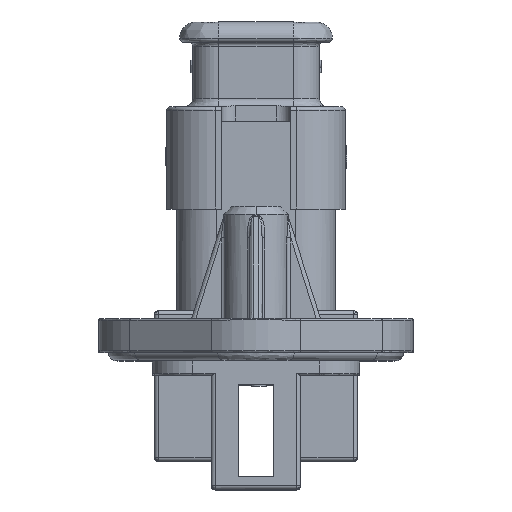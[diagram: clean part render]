
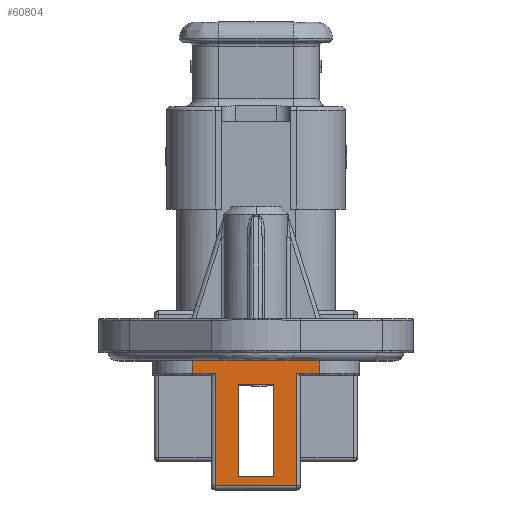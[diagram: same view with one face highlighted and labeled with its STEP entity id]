
A CAD part, top view. The second image highlights one B-rep face of the part: STEP entity #60804.
In plain terms, the highlighted planar face has unit normal (0, 0, 1).
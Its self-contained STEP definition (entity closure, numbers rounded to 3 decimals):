
#55 = FACE_OUTER_BOUND ( 'NONE', #63714, .T. ) ;
#526 = VECTOR ( 'NONE', #13359, 1000. ) ;
#1910 = DIRECTION ( 'NONE',  ( -1., 0., 0. ) ) ;
#2082 = DIRECTION ( 'NONE',  ( 0., -1., 0. ) ) ;
#2569 = ORIENTED_EDGE ( 'NONE', *, *, #43552, .F. ) ;
#3051 = VECTOR ( 'NONE', #18253, 1000. ) ;
#4366 = VERTEX_POINT ( 'NONE', #37007 ) ;
#4753 = CARTESIAN_POINT ( 'NONE',  ( -7.85, -3.5, 17. ) ) ;
#4756 = ORIENTED_EDGE ( 'NONE', *, *, #79727, .F. ) ;
#5361 = CARTESIAN_POINT ( 'NONE',  ( -5.05, -3., 17. ) ) ;
#5938 = DIRECTION ( 'NONE',  ( -1., 0., 0. ) ) ;
#6098 = CARTESIAN_POINT ( 'NONE',  ( -17.511, 9.5, 17. ) ) ;
#6319 = CARTESIAN_POINT ( 'NONE',  ( 2.2, -3.5, 17. ) ) ;
#6860 = CARTESIAN_POINT ( 'NONE',  ( 5.05, -3., 17. ) ) ;
#7375 = EDGE_CURVE ( 'NONE', #62556, #41263, #41278, .T. ) ;
#9268 = VERTEX_POINT ( 'NONE', #19225 ) ;
#10532 = VERTEX_POINT ( 'NONE', #39633 ) ;
#11121 = LINE ( 'NONE', #77805, #77816 ) ;
#12845 = EDGE_CURVE ( 'NONE', #32355, #9268, #76801, .T. ) ;
#12848 = DIRECTION ( 'NONE',  ( -1., 0., 0. ) ) ;
#13145 = DIRECTION ( 'NONE',  ( -1., 0., 0. ) ) ;
#13359 = DIRECTION ( 'NONE',  ( -1., 0., 0. ) ) ;
#14585 = LINE ( 'NONE', #35484, #526 ) ;
#14742 = VECTOR ( 'NONE', #43493, 1000. ) ;
#16261 = VECTOR ( 'NONE', #2082, 1000. ) ;
#16407 = LINE ( 'NONE', #6098, #53803 ) ;
#16658 = ORIENTED_EDGE ( 'NONE', *, *, #12845, .F. ) ;
#17217 = EDGE_CURVE ( 'NONE', #37557, #50651, #37066, .T. ) ;
#18029 = CARTESIAN_POINT ( 'NONE',  ( -17.511, -3.5, 17. ) ) ;
#18253 = DIRECTION ( 'NONE',  ( 0., 1., 0. ) ) ;
#19225 = CARTESIAN_POINT ( 'NONE',  ( -7.85, 10.9, 17. ) ) ;
#19683 = EDGE_CURVE ( 'NONE', #29959, #37557, #76406, .T. ) ;
#21871 = CARTESIAN_POINT ( 'NONE',  ( -17.511, 10.9, 17. ) ) ;
#22063 = ORIENTED_EDGE ( 'NONE', *, *, #64362, .F. ) ;
#23230 = CARTESIAN_POINT ( 'NONE',  ( -17.511, -1.9, 17. ) ) ;
#24722 = CARTESIAN_POINT ( 'NONE',  ( -2.2, 9.5, 17. ) ) ;
#25065 = PLANE ( 'NONE',  #51170 ) ;
#28888 = DIRECTION ( 'NONE',  ( 1., 0., 0. ) ) ;
#29237 = FACE_BOUND ( 'NONE', #68333, .T. ) ;
#29959 = VERTEX_POINT ( 'NONE', #24722 ) ;
#30115 = VERTEX_POINT ( 'NONE', #45353 ) ;
#32355 = VERTEX_POINT ( 'NONE', #53350 ) ;
#32562 = DIRECTION ( 'NONE',  ( 0., -1., 0. ) ) ;
#35066 = EDGE_CURVE ( 'NONE', #62590, #10532, #46593, .T. ) ;
#35413 = CARTESIAN_POINT ( 'NONE',  ( 7.85, 13.5, 17. ) ) ;
#35484 = CARTESIAN_POINT ( 'NONE',  ( -17.511, 10.9, 17. ) ) ;
#37007 = CARTESIAN_POINT ( 'NONE',  ( 2.2, 9.5, 17. ) ) ;
#37066 = LINE ( 'NONE', #23230, #69424 ) ;
#37557 = VERTEX_POINT ( 'NONE', #40262 ) ;
#38063 = ORIENTED_EDGE ( 'NONE', *, *, #72011, .F. ) ;
#39062 = ORIENTED_EDGE ( 'NONE', *, *, #47190, .F. ) ;
#39633 = CARTESIAN_POINT ( 'NONE',  ( 7.85, 10.9, 17. ) ) ;
#40262 = CARTESIAN_POINT ( 'NONE',  ( -2.2, -1.9, 17. ) ) ;
#41263 = VERTEX_POINT ( 'NONE', #6860 ) ;
#41278 = LINE ( 'NONE', #45838, #59469 ) ;
#43061 = EDGE_CURVE ( 'NONE', #62590, #30115, #11121, .T. ) ;
#43390 = CARTESIAN_POINT ( 'NONE',  ( -5.05, -3.5, 17. ) ) ;
#43462 = VECTOR ( 'NONE', #1910, 1000. ) ;
#43493 = DIRECTION ( 'NONE',  ( 0., -1., 0. ) ) ;
#43552 = EDGE_CURVE ( 'NONE', #41263, #70692, #58523, .T. ) ;
#45353 = CARTESIAN_POINT ( 'NONE',  ( -7.85, 13.5, 17. ) ) ;
#45554 = LINE ( 'NONE', #6319, #78977 ) ;
#45838 = CARTESIAN_POINT ( 'NONE',  ( 5.05, -3.5, 17. ) ) ;
#46593 = LINE ( 'NONE', #62493, #16261 ) ;
#47190 = EDGE_CURVE ( 'NONE', #10532, #62556, #14585, .T. ) ;
#47585 = ORIENTED_EDGE ( 'NONE', *, *, #63499, .F. ) ;
#50651 = VERTEX_POINT ( 'NONE', #56978 ) ;
#51170 = AXIS2_PLACEMENT_3D ( 'NONE', #18029, #70023, #5938 ) ;
#52667 = ORIENTED_EDGE ( 'NONE', *, *, #35066, .F. ) ;
#53350 = CARTESIAN_POINT ( 'NONE',  ( -5.05, 10.9, 17. ) ) ;
#53803 = VECTOR ( 'NONE', #12848, 1000. ) ;
#55579 = DIRECTION ( 'NONE',  ( 0., 1., 0. ) ) ;
#56270 = ORIENTED_EDGE ( 'NONE', *, *, #19683, .F. ) ;
#56978 = CARTESIAN_POINT ( 'NONE',  ( 2.2, -1.9, 17. ) ) ;
#57682 = CARTESIAN_POINT ( 'NONE',  ( -17.511, -3., 17. ) ) ;
#57702 = VECTOR ( 'NONE', #55579, 1000. ) ;
#58523 = LINE ( 'NONE', #57682, #65572 ) ;
#59469 = VECTOR ( 'NONE', #32562, 1000. ) ;
#60804 = ADVANCED_FACE ( 'NONE', ( #29237, #55 ), #25065, .F. ) ;
#62493 = CARTESIAN_POINT ( 'NONE',  ( 7.85, 13.5, 17. ) ) ;
#62556 = VERTEX_POINT ( 'NONE', #80884 ) ;
#62590 = VERTEX_POINT ( 'NONE', #35413 ) ;
#62679 = ORIENTED_EDGE ( 'NONE', *, *, #7375, .F. ) ;
#63499 = EDGE_CURVE ( 'NONE', #50651, #4366, #45554, .T. ) ;
#63714 = EDGE_LOOP ( 'NONE', ( #52667, #81415, #4756, #16658, #22063, #2569, #62679, #39062 ) ) ;
#64362 = EDGE_CURVE ( 'NONE', #70692, #32355, #75809, .T. ) ;
#65572 = VECTOR ( 'NONE', #77711, 1000. ) ;
#68333 = EDGE_LOOP ( 'NONE', ( #56270, #38063, #47585, #71837 ) ) ;
#68679 = CARTESIAN_POINT ( 'NONE',  ( -2.2, -3.5, 17. ) ) ;
#69424 = VECTOR ( 'NONE', #28888, 1000. ) ;
#70023 = DIRECTION ( 'NONE',  ( 0., 0., -1. ) ) ;
#70692 = VERTEX_POINT ( 'NONE', #5361 ) ;
#71837 = ORIENTED_EDGE ( 'NONE', *, *, #17217, .F. ) ;
#72011 = EDGE_CURVE ( 'NONE', #4366, #29959, #16407, .T. ) ;
#75809 = LINE ( 'NONE', #43390, #3051 ) ;
#76062 = DIRECTION ( 'NONE',  ( 0., 1., 0. ) ) ;
#76406 = LINE ( 'NONE', #68679, #14742 ) ;
#76801 = LINE ( 'NONE', #21871, #43462 ) ;
#76882 = LINE ( 'NONE', #4753, #57702 ) ;
#77711 = DIRECTION ( 'NONE',  ( -1., 0., 0. ) ) ;
#77805 = CARTESIAN_POINT ( 'NONE',  ( -17.511, 13.5, 17. ) ) ;
#77816 = VECTOR ( 'NONE', #13145, 1000. ) ;
#78977 = VECTOR ( 'NONE', #76062, 1000. ) ;
#79727 = EDGE_CURVE ( 'NONE', #9268, #30115, #76882, .T. ) ;
#80884 = CARTESIAN_POINT ( 'NONE',  ( 5.05, 10.9, 17. ) ) ;
#81415 = ORIENTED_EDGE ( 'NONE', *, *, #43061, .T. ) ;
